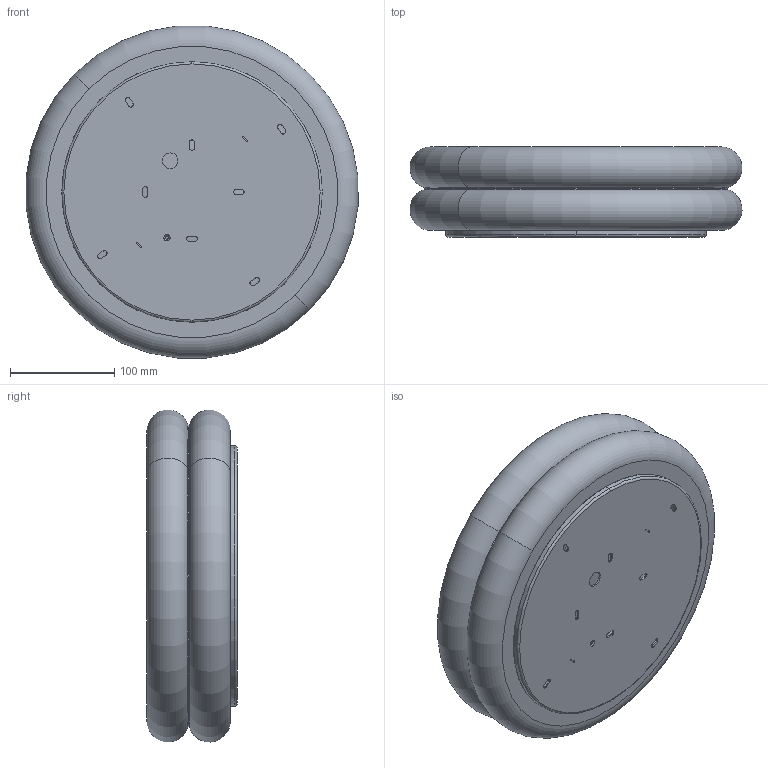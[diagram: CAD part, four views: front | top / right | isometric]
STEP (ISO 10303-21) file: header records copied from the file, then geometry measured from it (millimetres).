
FILE_DESCRIPTION (( 'STEP AP203' ), '1' );
FILE_NAME ('wimpy 32 pp.STEP', '2013-06-25T11:58:17', ( '' ), ( '' ), 'SwSTEP 2.0', 'SolidWorks 2010', '' );
FILE_SCHEMA (( 'CONFIG_CONTROL_DESIGN' ));
Length unit declared in the file: millimetre
Products named in the file (1): wimpy 32 pp
Bounding box: 318.68 x 86.5 x 318.68 mm (x, y, z)
Surface area: 393190.4 mm2 (no closed solid volume)
Topology: 0 solids, 4 shells, 74 faces, 212 edges, 138 vertices
Faces by surface type: cylinder 32, plane 20, torus 16, bspline 4, cone 2
Entity records: 2692 total; most frequent: CARTESIAN_POINT 653, DIRECTION 458, ORIENTED_EDGE 350, EDGE_CURVE 208, AXIS2_PLACEMENT_3D 183, VERTEX_POINT 138, CIRCLE 112, VECTOR 92
